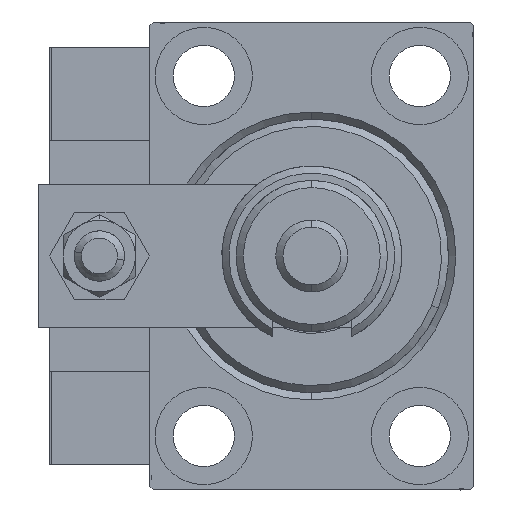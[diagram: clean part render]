
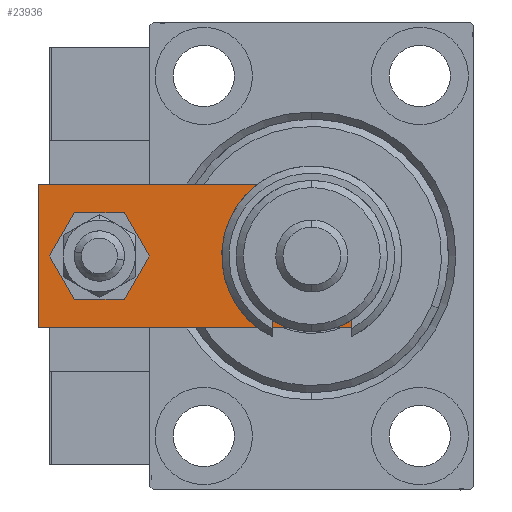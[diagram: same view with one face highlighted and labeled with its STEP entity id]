
A CAD part, left-side view. The second image highlights one B-rep face of the part: STEP entity #23936.
In plain terms, the highlighted face is planar.
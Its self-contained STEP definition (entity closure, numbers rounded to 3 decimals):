
#241 = EDGE_LOOP ( 'NONE', ( #42267, #8457 ) ) ;
#949 = CARTESIAN_POINT ( 'NONE',  ( -4., 39.5, 6. ) ) ;
#1293 = CARTESIAN_POINT ( 'NONE',  ( 0., 0., 6. ) ) ;
#2635 = DIRECTION ( 'NONE',  ( 1., 0., 0. ) ) ;
#2649 = DIRECTION ( 'NONE',  ( 1., 0., 0. ) ) ;
#3517 = VECTOR ( 'NONE', #31649, 1000. ) ;
#3710 = CARTESIAN_POINT ( 'NONE',  ( 0., 10., 6. ) ) ;
#4219 = DIRECTION ( 'NONE',  ( 0.707, -0.707, 0. ) ) ;
#4663 = DIRECTION ( 'NONE',  ( 1., 0., 0. ) ) ;
#5170 = VECTOR ( 'NONE', #4219, 1000. ) ;
#5368 = DIRECTION ( 'NONE',  ( 1., 0., 0. ) ) ;
#5495 = AXIS2_PLACEMENT_3D ( 'NONE', #1293, #30113, #5368 ) ;
#5505 = VECTOR ( 'NONE', #33823, 1000. ) ;
#6361 = DIRECTION ( 'NONE',  ( 0.707, 0.707, 0. ) ) ;
#6465 = DIRECTION ( 'NONE',  ( 0., 0., 1. ) ) ;
#6527 = ORIENTED_EDGE ( 'NONE', *, *, #23243, .T. ) ;
#8264 = VECTOR ( 'NONE', #6361, 1000. ) ;
#8457 = ORIENTED_EDGE ( 'NONE', *, *, #14435, .F. ) ;
#8663 = CARTESIAN_POINT ( 'NONE',  ( 10., 48., 6. ) ) ;
#9028 = DIRECTION ( 'NONE',  ( 1., 0., 0. ) ) ;
#9107 = DIRECTION ( 'NONE',  ( 0., -1., 0. ) ) ;
#9702 = AXIS2_PLACEMENT_3D ( 'NONE', #21000, #41152, #9028 ) ;
#10318 = ORIENTED_EDGE ( 'NONE', *, *, #36148, .F. ) ;
#10509 = AXIS2_PLACEMENT_3D ( 'NONE', #23313, #36092, #2649 ) ;
#11887 = EDGE_LOOP ( 'NONE', ( #6527, #42054, #25264, #41599, #21004, #13367 ) ) ;
#13178 = CARTESIAN_POINT ( 'NONE',  ( 5.76, 0., 6. ) ) ;
#13267 = CARTESIAN_POINT ( 'NONE',  ( 7.25, 10., 6. ) ) ;
#13367 = ORIENTED_EDGE ( 'NONE', *, *, #18819, .T. ) ;
#13615 = VERTEX_POINT ( 'NONE', #25584 ) ;
#14435 = EDGE_CURVE ( 'NONE', #27981, #39583, #28727, .T. ) ;
#16099 = VERTEX_POINT ( 'NONE', #37865 ) ;
#17241 = LINE ( 'NONE', #38188, #5505 ) ;
#17263 = CARTESIAN_POINT ( 'NONE',  ( -2.88, -2.88, 6. ) ) ;
#18819 = EDGE_CURVE ( 'NONE', #53191, #22849, #24984, .T. ) ;
#19767 = DIRECTION ( 'NONE',  ( 0., 0., 1. ) ) ;
#21000 = CARTESIAN_POINT ( 'NONE',  ( 0., 39.5, 6. ) ) ;
#21004 = ORIENTED_EDGE ( 'NONE', *, *, #30174, .T. ) ;
#22191 = CIRCLE ( 'NONE', #51742, 7.25 ) ;
#22583 = CARTESIAN_POINT ( 'NONE',  ( 4., 39.5, 6. ) ) ;
#22846 = VECTOR ( 'NONE', #9107, 1000. ) ;
#22849 = VERTEX_POINT ( 'NONE', #28249 ) ;
#23243 = EDGE_CURVE ( 'NONE', #22849, #29739, #26490, .T. ) ;
#23313 = CARTESIAN_POINT ( 'NONE',  ( 0., 10., 6. ) ) ;
#23936 = ADVANCED_FACE ( 'NONE', ( #26036, #42633, #51601 ), #43696, .T. ) ;
#24373 = LINE ( 'NONE', #17263, #5170 ) ;
#24984 = LINE ( 'NONE', #8663, #35829 ) ;
#25264 = ORIENTED_EDGE ( 'NONE', *, *, #41154, .T. ) ;
#25584 = CARTESIAN_POINT ( 'NONE',  ( -5.76, 0., 6. ) ) ;
#26036 = FACE_BOUND ( 'NONE', #241, .T. ) ;
#26490 = LINE ( 'NONE', #46376, #22846 ) ;
#27981 = VERTEX_POINT ( 'NONE', #22583 ) ;
#28249 = CARTESIAN_POINT ( 'NONE',  ( -10., 48., 6. ) ) ;
#28727 = CIRCLE ( 'NONE', #53090, 4. ) ;
#29028 = EDGE_CURVE ( 'NONE', #29739, #13615, #24373, .T. ) ;
#29739 = VERTEX_POINT ( 'NONE', #41565 ) ;
#30113 = DIRECTION ( 'NONE',  ( 0., 0., 1. ) ) ;
#30174 = EDGE_CURVE ( 'NONE', #16099, #53191, #31376, .T. ) ;
#31093 = CARTESIAN_POINT ( 'NONE',  ( -7.25, 10., 6. ) ) ;
#31376 = LINE ( 'NONE', #47994, #3517 ) ;
#31649 = DIRECTION ( 'NONE',  ( 0., 1., 0. ) ) ;
#32148 = ORIENTED_EDGE ( 'NONE', *, *, #49000, .F. ) ;
#33159 = CIRCLE ( 'NONE', #9702, 4. ) ;
#33823 = DIRECTION ( 'NONE',  ( 1., 0., 0. ) ) ;
#35829 = VECTOR ( 'NONE', #37502, 1000. ) ;
#36092 = DIRECTION ( 'NONE',  ( 0., 0., 1. ) ) ;
#36148 = EDGE_CURVE ( 'NONE', #48177, #44613, #45293, .T. ) ;
#36992 = CARTESIAN_POINT ( 'NONE',  ( 10., 48., 6. ) ) ;
#37496 = EDGE_CURVE ( 'NONE', #39583, #27981, #33159, .T. ) ;
#37502 = DIRECTION ( 'NONE',  ( -1., 0., 0. ) ) ;
#37865 = CARTESIAN_POINT ( 'NONE',  ( 10., 4.24, 6. ) ) ;
#38188 = CARTESIAN_POINT ( 'NONE',  ( -10., 0., 6. ) ) ;
#38740 = CARTESIAN_POINT ( 'NONE',  ( 2.88, -2.88, 6. ) ) ;
#39583 = VERTEX_POINT ( 'NONE', #949 ) ;
#41152 = DIRECTION ( 'NONE',  ( 0., 0., 1. ) ) ;
#41154 = EDGE_CURVE ( 'NONE', #13615, #42751, #17241, .T. ) ;
#41565 = CARTESIAN_POINT ( 'NONE',  ( -10., 4.24, 6. ) ) ;
#41599 = ORIENTED_EDGE ( 'NONE', *, *, #48135, .T. ) ;
#42054 = ORIENTED_EDGE ( 'NONE', *, *, #29028, .T. ) ;
#42267 = ORIENTED_EDGE ( 'NONE', *, *, #37496, .F. ) ;
#42633 = FACE_OUTER_BOUND ( 'NONE', #11887, .T. ) ;
#42751 = VERTEX_POINT ( 'NONE', #13178 ) ;
#43696 = PLANE ( 'NONE',  #5495 ) ;
#43726 = CARTESIAN_POINT ( 'NONE',  ( 0., 39.5, 6. ) ) ;
#44613 = VERTEX_POINT ( 'NONE', #13267 ) ;
#45293 = CIRCLE ( 'NONE', #10509, 7.25 ) ;
#46376 = CARTESIAN_POINT ( 'NONE',  ( -10., 48., 6. ) ) ;
#47994 = CARTESIAN_POINT ( 'NONE',  ( 10., 0., 6. ) ) ;
#48135 = EDGE_CURVE ( 'NONE', #42751, #16099, #51258, .T. ) ;
#48177 = VERTEX_POINT ( 'NONE', #31093 ) ;
#49000 = EDGE_CURVE ( 'NONE', #44613, #48177, #22191, .T. ) ;
#49512 = EDGE_LOOP ( 'NONE', ( #10318, #32148 ) ) ;
#51258 = LINE ( 'NONE', #38740, #8264 ) ;
#51601 = FACE_BOUND ( 'NONE', #49512, .T. ) ;
#51742 = AXIS2_PLACEMENT_3D ( 'NONE', #3710, #19767, #2635 ) ;
#53090 = AXIS2_PLACEMENT_3D ( 'NONE', #43726, #6465, #4663 ) ;
#53191 = VERTEX_POINT ( 'NONE', #36992 ) ;
